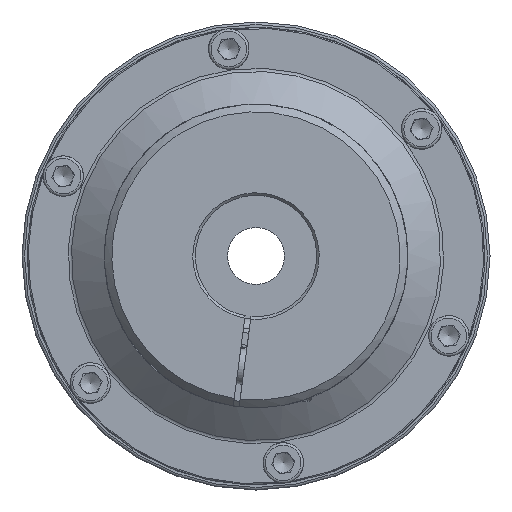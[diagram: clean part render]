
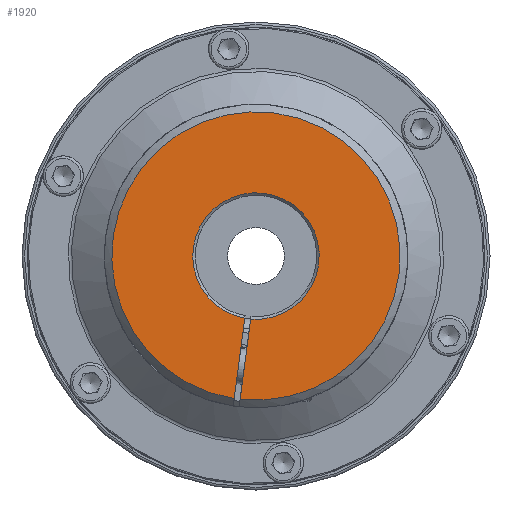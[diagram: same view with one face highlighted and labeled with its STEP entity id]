
A CAD part, left-side view. The second image highlights one B-rep face of the part: STEP entity #1920.
In plain terms, the highlighted planar face has unit normal (-1, 0, 0).
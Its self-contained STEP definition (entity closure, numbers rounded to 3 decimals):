
#1920 = ADVANCED_FACE( '', ( #4131 ), #4132, .T. );
#4131 = FACE_OUTER_BOUND( '', #6693, .T. );
#4132 = PLANE( '', #6694 );
#6693 = EDGE_LOOP( '', ( #12273, #12274, #12275, #12276 ) );
#6694 = AXIS2_PLACEMENT_3D( '', #12277, #12278, #12279 );
#12273 = ORIENTED_EDGE( '', *, *, #14414, .T. );
#12274 = ORIENTED_EDGE( '', *, *, #13326, .T. );
#12275 = ORIENTED_EDGE( '', *, *, #12709, .T. );
#12276 = ORIENTED_EDGE( '', *, *, #14477, .T. );
#12277 = CARTESIAN_POINT( '', ( -77.85, -11.897, -1.566 ) );
#12278 = DIRECTION( '', ( -1., 0., 0. ) );
#12279 = DIRECTION( '', ( 0., 0., 1. ) );
#12709 = EDGE_CURVE( '', #15010, #15008, #15011, .T. );
#13326 = EDGE_CURVE( '', #16104, #15010, #16105, .T. );
#14414 = EDGE_CURVE( '', #17699, #16104, #17700, .T. );
#14477 = EDGE_CURVE( '', #15008, #17699, #17782, .T. );
#15008 = VERTEX_POINT( '', #18452 );
#15010 = VERTEX_POINT( '', #18455 );
#15011 = LINE( '', #18456, #18457 );
#16104 = VERTEX_POINT( '', #21441 );
#16105 = CIRCLE( '', #21442, 25. );
#17699 = VERTEX_POINT( '', #26995 );
#17700 = LINE( '', #26996, #26997 );
#17782 = CIRCLE( '', #27171, 57. );
#18452 = CARTESIAN_POINT( '', ( -77.85, 6.29, -56.652 ) );
#18455 = CARTESIAN_POINT( '', ( -77.85, 2.112, -24.911 ) );
#18456 = CARTESIAN_POINT( '', ( -77.85, 0.371, -11.693 ) );
#18457 = VECTOR( '', #28401, 1000. );
#21441 = CARTESIAN_POINT( '', ( -77.85, 4.449, -24.601 ) );
#21442 = AXIS2_PLACEMENT_3D( '', #29246, #29247, #29248 );
#26995 = CARTESIAN_POINT( '', ( -77.85, 8.628, -56.343 ) );
#26996 = CARTESIAN_POINT( '', ( -77.85, 9.236, -60.958 ) );
#26997 = VECTOR( '', #30500, 1000. );
#27171 = AXIS2_PLACEMENT_3D( '', #30573, #30574, #30575 );
#28401 = DIRECTION( '', ( 0., 0.131, -0.991 ) );
#29246 = CARTESIAN_POINT( '', ( -77.85, 0., 0. ) );
#29247 = DIRECTION( '', ( 1., 0., 0. ) );
#29248 = DIRECTION( '', ( 0., 0., 1. ) );
#30500 = DIRECTION( '', ( 0., -0.131, 0.991 ) );
#30573 = CARTESIAN_POINT( '', ( -77.85, 0., 0. ) );
#30574 = DIRECTION( '', ( -1., 0., 0. ) );
#30575 = DIRECTION( '', ( 0., -0.991, -0.131 ) );
